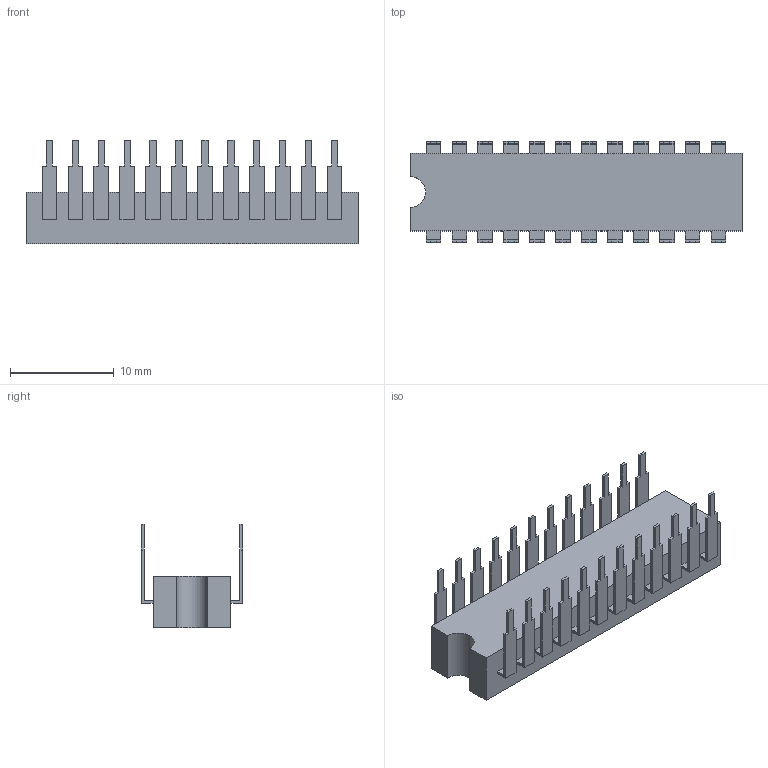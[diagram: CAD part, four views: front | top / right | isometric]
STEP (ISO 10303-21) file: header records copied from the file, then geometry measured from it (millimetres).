
FILE_DESCRIPTION(/* description */ (''),/* implementation_level */ '2;1');
FILE_NAME(/* name */ 'K555ID3.stp',/* time_stamp */ '2023-12-14T15:26:42+02:00',/* author */ ('dank1'),/* organization */ (''),/* preprocessor_version */ 'ST-DEVELOPER v19',/* originating_system */ 'Autodesk Inventor 2023',/* authorisation */ '');
FILE_SCHEMA (('AUTOMOTIVE_DESIGN { 1 0 10303 214 3 1 1 }'));
Length unit declared in the file: millimetre
Products named in the file (1): K555ID3
Bounding box: 32 x 9.75 x 10 mm (x, y, z)
Volume: 1241.7 mm3; surface area: 1453.7 mm2
Topology: 1 solids, 1 shells, 272 faces, 738 edges, 493 vertices
Faces by surface type: plane 271, cylinder 1
Entity records: 8438 total; most frequent: CARTESIAN_POINT 1504, ORIENTED_EDGE 1476, DIRECTION 1286, EDGE_CURVE 738, LINE 736, VECTOR 736, VERTEX_POINT 492, EDGE_LOOP 296
